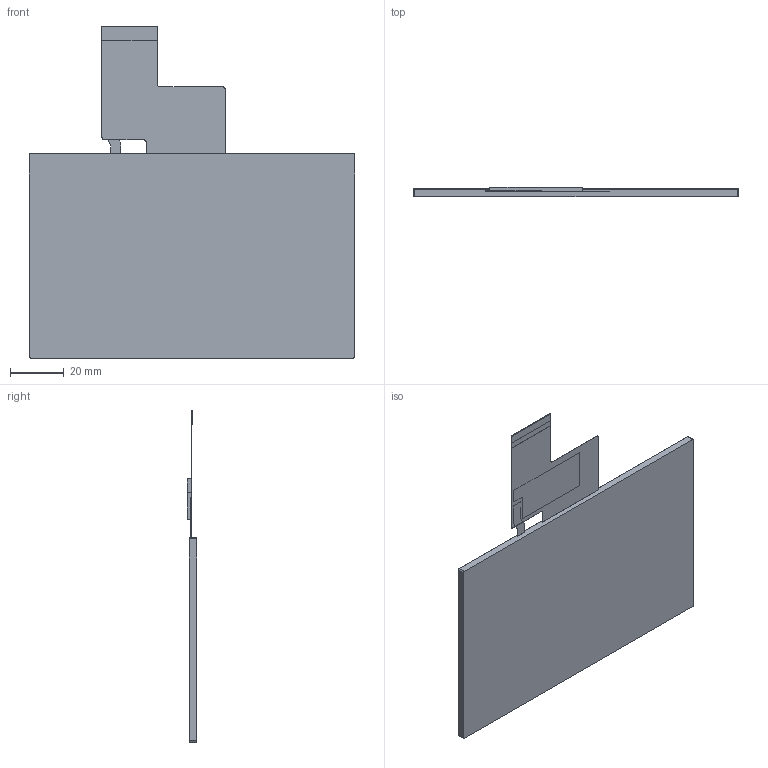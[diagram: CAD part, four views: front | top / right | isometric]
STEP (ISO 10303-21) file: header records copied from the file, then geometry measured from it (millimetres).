
FILE_DESCRIPTION((''),'2;1');
FILE_NAME('050','2018-12-20T',('SEACOMP'),(''),'CREO PARAMETRIC BY PTC INC, 2015480','CREO PARAMETRIC BY PTC INC, 2015480','');
FILE_SCHEMA(('AUTOMOTIVE_DESIGN { 1 0 10303 214 1 1 1 1 }'));
Length unit declared in the file: millimetre
Products named in the file (1): 050
Bounding box: 120.7 x 3.52 x 123.11 mm (x, y, z)
Volume: 25511.2 mm3; surface area: 22696.1 mm2
Topology: 1 solids, 1 shells, 62 faces, 164 edges, 106 vertices
Faces by surface type: plane 40, cylinder 18, torus 4
Entity records: 1980 total; most frequent: CARTESIAN_POINT 334, DIRECTION 328, ORIENTED_EDGE 328, EDGE_CURVE 164, VECTOR 124, LINE 124, VERTEX_POINT 106, AXIS2_PLACEMENT_3D 102
